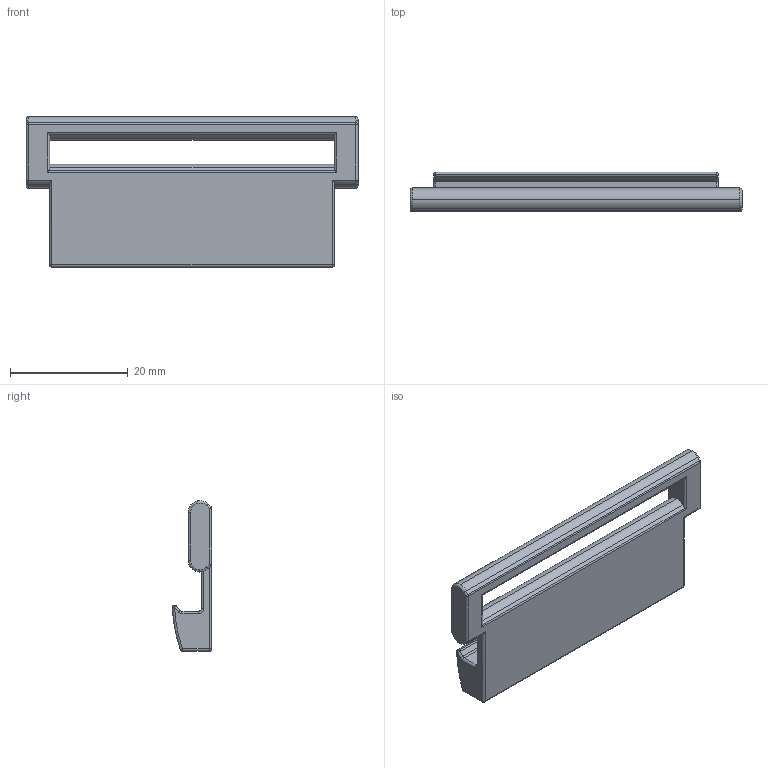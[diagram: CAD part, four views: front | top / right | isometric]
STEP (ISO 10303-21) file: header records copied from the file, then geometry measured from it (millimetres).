
FILE_DESCRIPTION (( 'STEP AP214' ), '1' );
FILE_NAME ('Velcro strap quick release.STEP', '2025-06-18T19:07:51', ( '' ), ( '' ), 'SwSTEP 2.0', 'SolidWorks 2024', '' );
FILE_SCHEMA (( 'AUTOMOTIVE_DESIGN' ));
Length unit declared in the file: millimetre
Products named in the file (1): Velcro strap quick release
Bounding box: 56.3 x 6.7 x 25.54 mm (x, y, z)
Volume: 4258.8 mm3; surface area: 3464.1 mm2
Topology: 1 solids, 1 shells, 79 faces, 195 edges, 108 vertices
Faces by surface type: cylinder 38, plane 18, torus 12, sphere 11
Entity records: 2258 total; most frequent: DIRECTION 417, CARTESIAN_POINT 416, ORIENTED_EDGE 368, EDGE_CURVE 184, AXIS2_PLACEMENT_3D 167, VERTEX_POINT 106, CIRCLE 87, LINE 83
